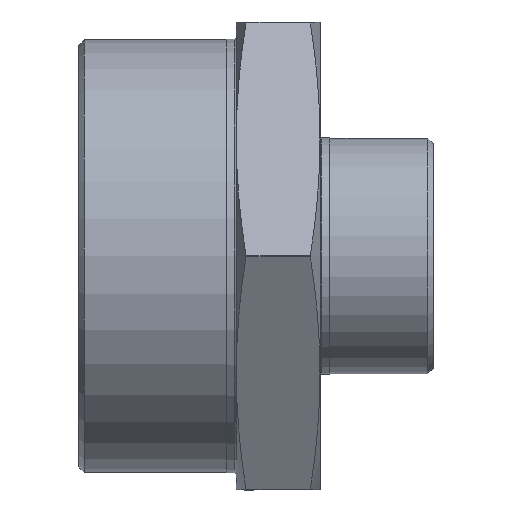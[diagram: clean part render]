
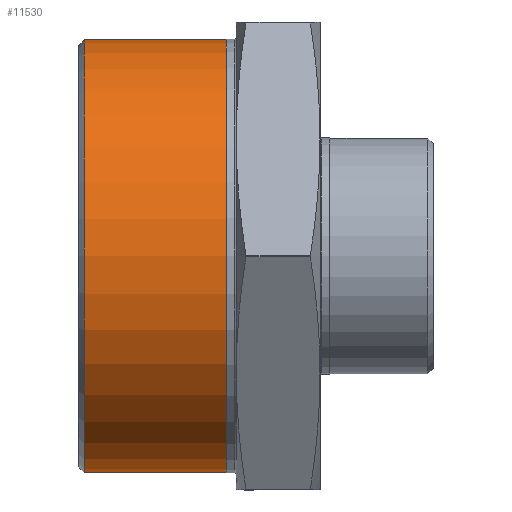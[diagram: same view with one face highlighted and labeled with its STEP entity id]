
A CAD part, front view. The second image highlights one B-rep face of the part: STEP entity #11530.
In plain terms, the highlighted cylindrical face has radius 43.942 mm (diameter 87.884 mm), a full revolution.
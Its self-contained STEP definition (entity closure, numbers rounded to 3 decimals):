
#530 = EDGE_CURVE ( 'NONE', #9530, #9530, #8787, .T. ) ;
#539 = EDGE_CURVE ( 'NONE', #9492, #9492, #8796, .T. ) ;
#1059 = DIRECTION ( 'NONE',  ( 0., 0., 1. ) ) ;
#1065 = DIRECTION ( 'NONE',  ( -1., 0., 0. ) ) ;
#1090 = FACE_OUTER_BOUND ( 'NONE', #10436, .T. ) ;
#1093 = CYLINDRICAL_SURFACE ( 'NONE', #7105, 43.942 ) ;
#1097 = FACE_OUTER_BOUND ( 'NONE', #10438, .T. ) ;
#1098 = CARTESIAN_POINT ( 'NONE',  ( 0., 0., 0. ) ) ;
#6682 = DIRECTION ( 'NONE',  ( 0., 0., 1. ) ) ;
#6706 = CARTESIAN_POINT ( 'NONE',  ( -39.375, 0., 0. ) ) ;
#6708 = DIRECTION ( 'NONE',  ( -1., 0., 0. ) ) ;
#6717 = DIRECTION ( 'NONE',  ( -1., 0., 0. ) ) ;
#6739 = CARTESIAN_POINT ( 'NONE',  ( -10.5, 0., 0. ) ) ;
#6740 = DIRECTION ( 'NONE',  ( 0., 0., 1. ) ) ;
#7105 = AXIS2_PLACEMENT_3D ( 'NONE', #1098, #1065, #1059 ) ;
#8787 = CIRCLE ( 'NONE', #8789, 43.942 ) ;
#8789 = AXIS2_PLACEMENT_3D ( 'NONE', #6706, #6708, #6682 ) ;
#8796 = CIRCLE ( 'NONE', #8799, 43.942 ) ;
#8799 = AXIS2_PLACEMENT_3D ( 'NONE', #6739, #6717, #6740 ) ;
#9481 = CARTESIAN_POINT ( 'NONE',  ( -39.375, 0., 43.942 ) ) ;
#9492 = VERTEX_POINT ( 'NONE', #9552 ) ;
#9530 = VERTEX_POINT ( 'NONE', #9481 ) ;
#9552 = CARTESIAN_POINT ( 'NONE',  ( -10.5, 0., 43.942 ) ) ;
#10436 = EDGE_LOOP ( 'NONE', ( #12541 ) ) ;
#10438 = EDGE_LOOP ( 'NONE', ( #12535 ) ) ;
#11530 = ADVANCED_FACE ( 'NONE', ( #1097, #1090 ), #1093, .T. ) ;
#12535 = ORIENTED_EDGE ( 'NONE', *, *, #539, .T. ) ;
#12541 = ORIENTED_EDGE ( 'NONE', *, *, #530, .F. ) ;
